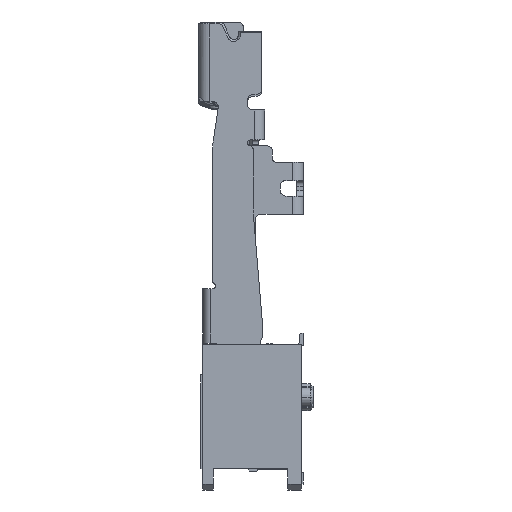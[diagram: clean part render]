
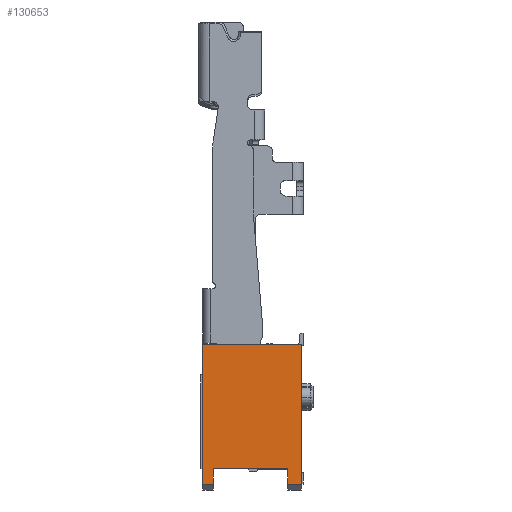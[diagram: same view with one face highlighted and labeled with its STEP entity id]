
A CAD part, left-side view. The second image highlights one B-rep face of the part: STEP entity #130653.
In plain terms, the highlighted planar face has unit normal (-1, 0, 0).
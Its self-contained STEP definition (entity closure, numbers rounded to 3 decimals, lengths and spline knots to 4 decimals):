
#16=DIRECTION('',(0.,-1.,0.));
#17=VECTOR('',#16,0.55);
#18=CARTESIAN_POINT('',(-36.85,5.2,-4.5));
#19=LINE('',#18,#17);
#32=DIRECTION('',(0.,0.,1.));
#33=VECTOR('',#32,0.8);
#34=CARTESIAN_POINT('',(-36.85,4.65,-4.5));
#35=LINE('',#34,#33);
#156=DIRECTION('',(0.,-1.,0.));
#157=VECTOR('',#156,3.85);
#158=CARTESIAN_POINT('',(-36.85,4.65,-3.7));
#159=LINE('',#158,#157);
#2720=DIRECTION('',(0.,1.,0.));
#2721=VECTOR('',#2720,5.1);
#2722=CARTESIAN_POINT('',(-36.85,0.1,2.7));
#2723=LINE('',#2722,#2721);
#42442=DIRECTION('',(0.,0.,-1.));
#42443=VECTOR('',#42442,7.2);
#42444=CARTESIAN_POINT('',(-36.85,5.2,2.7));
#42445=LINE('',#42444,#42443);
#45556=DIRECTION('',(0.,0.,-1.));
#45557=VECTOR('',#45556,0.8);
#45558=CARTESIAN_POINT('',(-36.85,0.8,-3.7));
#45559=LINE('',#45558,#45557);
#45580=DIRECTION('',(0.,-1.,0.));
#45581=VECTOR('',#45580,0.7);
#45582=CARTESIAN_POINT('',(-36.85,0.8,-4.5));
#45583=LINE('',#45582,#45581);
#45588=DIRECTION('',(0.,0.,1.));
#45589=VECTOR('',#45588,7.2);
#45590=CARTESIAN_POINT('',(-36.85,0.1,-4.5));
#45591=LINE('',#45590,#45589);
#99497=CARTESIAN_POINT('',(-36.85,5.2,-4.5));
#99498=CARTESIAN_POINT('',(-36.85,4.65,-4.5));
#99499=VERTEX_POINT('',#99497);
#99500=VERTEX_POINT('',#99498);
#99501=CARTESIAN_POINT('',(-36.85,5.2,2.7));
#99502=VERTEX_POINT('',#99501);
#99503=CARTESIAN_POINT('',(-36.85,0.1,2.7));
#99504=VERTEX_POINT('',#99503);
#99505=CARTESIAN_POINT('',(-36.85,0.1,-4.5));
#99506=VERTEX_POINT('',#99505);
#99507=CARTESIAN_POINT('',(-36.85,0.8,-4.5));
#99508=VERTEX_POINT('',#99507);
#99509=CARTESIAN_POINT('',(-36.85,0.8,-3.7));
#99510=VERTEX_POINT('',#99509);
#99511=CARTESIAN_POINT('',(-36.85,4.65,-3.7));
#99512=VERTEX_POINT('',#99511);
#130630=CARTESIAN_POINT('',(-36.85,2.65,-0.9));
#130631=DIRECTION('',(1.,0.,0.));
#130632=DIRECTION('',(0.,0.,-1.));
#130633=AXIS2_PLACEMENT_3D('',#130630,#130631,#130632);
#130634=PLANE('',#130633);
#130636=ORIENTED_EDGE('',*,*,#130635,.F.);
#130638=ORIENTED_EDGE('',*,*,#130637,.F.);
#130640=ORIENTED_EDGE('',*,*,#130639,.F.);
#130642=ORIENTED_EDGE('',*,*,#130641,.F.);
#130644=ORIENTED_EDGE('',*,*,#130643,.F.);
#130646=ORIENTED_EDGE('',*,*,#130645,.F.);
#130648=ORIENTED_EDGE('',*,*,#130647,.F.);
#130650=ORIENTED_EDGE('',*,*,#130649,.F.);
#130651=EDGE_LOOP('',(#130636,#130638,#130640,#130642,#130644,#130646,#130648,
#130650));
#130652=FACE_OUTER_BOUND('',#130651,.F.);
#130653=ADVANCED_FACE('',(#130652),#130634,.F.);
#130635=EDGE_CURVE('',#99499,#99500,#19,.T.);
#130637=EDGE_CURVE('',#99502,#99499,#42445,.T.);
#130639=EDGE_CURVE('',#99504,#99502,#2723,.T.);
#130641=EDGE_CURVE('',#99506,#99504,#45591,.T.);
#130643=EDGE_CURVE('',#99508,#99506,#45583,.T.);
#130645=EDGE_CURVE('',#99510,#99508,#45559,.T.);
#130647=EDGE_CURVE('',#99512,#99510,#159,.T.);
#130649=EDGE_CURVE('',#99500,#99512,#35,.T.);
